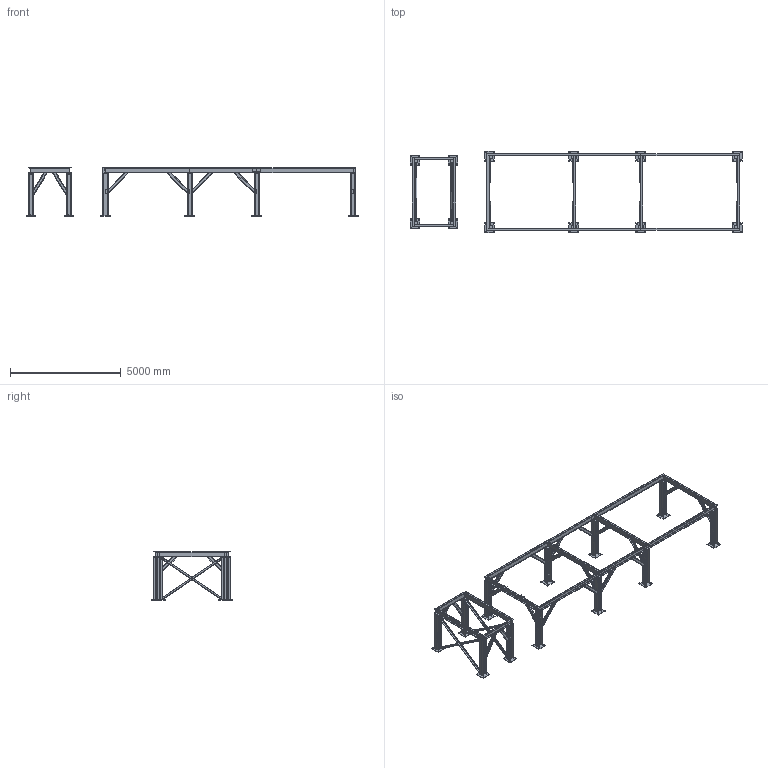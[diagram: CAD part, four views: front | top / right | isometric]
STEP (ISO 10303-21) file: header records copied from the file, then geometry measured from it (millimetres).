
FILE_DESCRIPTION(('FreeCAD Model'),'2;1');
FILE_NAME('Open CASCADE Shape Model','2025-05-28T16:29:36',('FreeCAD'),( 'FreeCAD'),'Open CASCADE STEP processor 7.6','FreeCAD','Unknown');
FILE_SCHEMA(('AUTOMOTIVE_DESIGN { 1 0 10303 214 1 1 1 1 }'));
Length unit declared in the file: millimetre
Products named in the file (1): Open CASCADE STEP translator 7.6 1
Bounding box: 14987.37 x 3666.02 x 2194.34 mm (x, y, z)
Volume: 641625906.4 mm3; surface area: 93288740.4 mm2
Topology: 74 solids, 74 shells, 920 faces, 2316 edges, 1544 vertices
Faces by surface type: bspline 920
Entity records: 25896 total; most frequent: CARTESIAN_POINT 11761, ORIENTED_EDGE 4632, EDGE_CURVE 2316, B_SPLINE_CURVE_WITH_KNOTS 1844, VERTEX_POINT 1544, FACE_BOUND 1016, EDGE_LOOP 1016, ADVANCED_FACE 920
